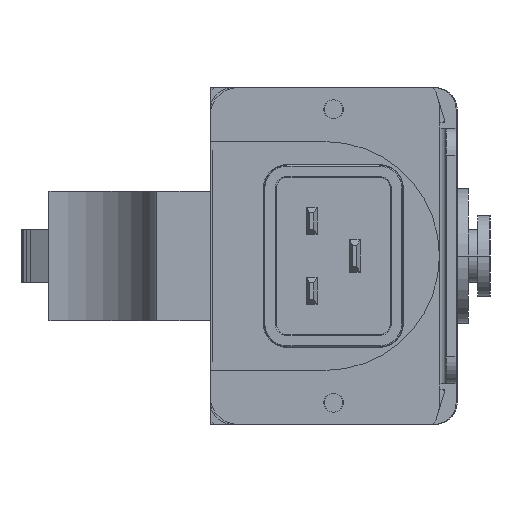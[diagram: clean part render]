
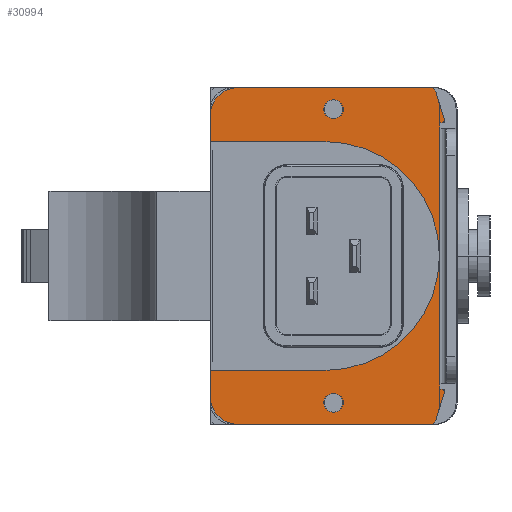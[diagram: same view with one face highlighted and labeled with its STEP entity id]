
A CAD part, left-side view. The second image highlights one B-rep face of the part: STEP entity #30994.
In plain terms, the highlighted face is planar.
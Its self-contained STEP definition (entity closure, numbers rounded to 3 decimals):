
#30155=CARTESIAN_POINT('',(4.739,1.8,-30.25));
#30156=DIRECTION('',(0.,1.,0.));
#30157=DIRECTION('',(0.,0.,-1.));
#30158=AXIS2_PLACEMENT_3D('',#30155,#30156,#30157);
#30165=DIRECTION('',(-0.294,0.,-0.956));
#30166=VECTOR('',#30165,5.656);
#30167=CARTESIAN_POINT('',(3.783,1.8,30.544));
#30168=LINE('',#30167,#30166);
#30169=DIRECTION('',(1.,0.,0.));
#30170=VECTOR('',#30169,0.594);
#30171=CARTESIAN_POINT('',(2.406,1.8,24.75));
#30172=LINE('',#30171,#30170);
#30173=DIRECTION('',(0.,0.,-1.));
#30174=VECTOR('',#30173,1.);
#30175=CARTESIAN_POINT('',(3.,1.8,24.75));
#30176=LINE('',#30175,#30174);
#30177=DIRECTION('',(0.,0.,-1.));
#30178=VECTOR('',#30177,1.);
#30179=CARTESIAN_POINT('',(3.,1.8,-23.75));
#30180=LINE('',#30179,#30178);
#30181=DIRECTION('',(-1.,0.,0.));
#30182=VECTOR('',#30181,0.594);
#30183=CARTESIAN_POINT('',(3.,1.8,-24.75));
#30184=LINE('',#30183,#30182);
#30185=DIRECTION('',(0.294,0.,-0.956));
#30186=VECTOR('',#30185,5.656);
#30187=CARTESIAN_POINT('',(2.119,1.8,-25.138));
#30188=LINE('',#30187,#30186);
#30189=DIRECTION('',(1.,0.,0.));
#30190=VECTOR('',#30189,35.861);
#30191=CARTESIAN_POINT('',(4.739,1.8,-31.25));
#30192=LINE('',#30191,#30190);
#30193=DIRECTION('',(0.,0.,1.));
#30194=VECTOR('',#30193,5.);
#30195=CARTESIAN_POINT('',(45.6,1.8,-26.25));
#30196=LINE('',#30195,#30194);
#30197=DIRECTION('',(-1.,0.,0.));
#30198=VECTOR('',#30197,21.25);
#30199=CARTESIAN_POINT('',(45.6,1.8,-21.25));
#30200=LINE('',#30199,#30198);
#30201=CARTESIAN_POINT('',(24.35,1.8,0.));
#30202=DIRECTION('',(0.,1.,0.));
#30203=DIRECTION('',(0.,0.,-1.));
#30204=AXIS2_PLACEMENT_3D('',#30201,#30202,#30203);
#30206=DIRECTION('',(-1.,0.,0.));
#30207=VECTOR('',#30206,21.25);
#30208=CARTESIAN_POINT('',(45.6,1.8,21.25));
#30209=LINE('',#30208,#30207);
#30210=DIRECTION('',(0.,0.,1.));
#30211=VECTOR('',#30210,5.);
#30212=CARTESIAN_POINT('',(45.6,1.8,21.25));
#30213=LINE('',#30212,#30211);
#30214=DIRECTION('',(-1.,0.,0.));
#30215=VECTOR('',#30214,35.861);
#30216=CARTESIAN_POINT('',(40.6,1.8,31.25));
#30217=LINE('',#30216,#30215);
#30218=CARTESIAN_POINT('',(22.8,1.8,27.25));
#30219=DIRECTION('',(0.,1.,0.));
#30220=DIRECTION('',(0.,0.,1.));
#30221=AXIS2_PLACEMENT_3D('',#30218,#30219,#30220);
#30223=CARTESIAN_POINT('',(22.8,1.8,27.25));
#30224=DIRECTION('',(0.,1.,0.));
#30225=DIRECTION('',(0.,0.,-1.));
#30226=AXIS2_PLACEMENT_3D('',#30223,#30224,#30225);
#30228=CARTESIAN_POINT('',(22.8,1.8,-27.25));
#30229=DIRECTION('',(0.,1.,0.));
#30230=DIRECTION('',(0.,0.,1.));
#30231=AXIS2_PLACEMENT_3D('',#30228,#30229,#30230);
#30233=CARTESIAN_POINT('',(22.8,1.8,-27.25));
#30234=DIRECTION('',(0.,1.,0.));
#30235=DIRECTION('',(0.,0.,-1.));
#30236=AXIS2_PLACEMENT_3D('',#30233,#30234,#30235);
#30242=CARTESIAN_POINT('',(4.739,1.8,30.25));
#30243=DIRECTION('',(0.,1.,0.));
#30244=DIRECTION('',(-0.956,0.,0.294));
#30245=AXIS2_PLACEMENT_3D('',#30242,#30243,#30244);
#30331=CARTESIAN_POINT('',(40.6,1.8,26.25));
#30332=DIRECTION('',(0.,1.,0.));
#30333=DIRECTION('',(0.,0.,1.));
#30334=AXIS2_PLACEMENT_3D('',#30331,#30332,#30333);
#30356=CARTESIAN_POINT('',(40.6,1.8,-26.25));
#30357=DIRECTION('',(0.,1.,0.));
#30358=DIRECTION('',(1.,0.,0.));
#30359=AXIS2_PLACEMENT_3D('',#30356,#30357,#30358);
#30626=DIRECTION('',(0.,0.,1.));
#30627=VECTOR('',#30626,47.5);
#30628=CARTESIAN_POINT('',(3.,1.8,-23.75));
#30629=LINE('',#30628,#30627);
#30660=CARTESIAN_POINT('',(2.406,1.8,25.05));
#30661=DIRECTION('',(0.,1.,0.));
#30662=DIRECTION('',(0.,0.,-1.));
#30663=AXIS2_PLACEMENT_3D('',#30660,#30661,#30662);
#30699=CARTESIAN_POINT('',(2.406,1.8,-25.05));
#30700=DIRECTION('',(0.,1.,0.));
#30701=DIRECTION('',(-0.956,0.,-0.294));
#30702=AXIS2_PLACEMENT_3D('',#30699,#30700,#30701);
#30720=CARTESIAN_POINT('',(45.6,1.8,-26.25));
#30722=VERTEX_POINT('',#30720);
#30724=CARTESIAN_POINT('',(40.6,1.8,-31.25));
#30725=VERTEX_POINT('',#30724);
#30729=CARTESIAN_POINT('',(45.6,1.8,26.25));
#30731=VERTEX_POINT('',#30729);
#30734=CARTESIAN_POINT('',(40.6,1.8,31.25));
#30735=VERTEX_POINT('',#30734);
#30744=CARTESIAN_POINT('',(45.6,1.8,-21.25));
#30745=VERTEX_POINT('',#30744);
#30746=CARTESIAN_POINT('',(45.6,1.8,21.25));
#30747=VERTEX_POINT('',#30746);
#30748=CARTESIAN_POINT('',(24.35,1.8,-21.25));
#30749=VERTEX_POINT('',#30748);
#30750=CARTESIAN_POINT('',(24.35,1.8,21.25));
#30751=VERTEX_POINT('',#30750);
#30768=CARTESIAN_POINT('',(3.,1.8,-23.75));
#30769=CARTESIAN_POINT('',(3.,1.8,-24.75));
#30770=VERTEX_POINT('',#30768);
#30771=VERTEX_POINT('',#30769);
#30772=CARTESIAN_POINT('',(3.,1.8,24.75));
#30773=CARTESIAN_POINT('',(3.,1.8,23.75));
#30774=VERTEX_POINT('',#30772);
#30775=VERTEX_POINT('',#30773);
#30845=CARTESIAN_POINT('',(2.406,1.8,-24.75));
#30847=VERTEX_POINT('',#30845);
#30849=CARTESIAN_POINT('',(2.119,1.8,-25.138));
#30850=VERTEX_POINT('',#30849);
#30852=CARTESIAN_POINT('',(2.119,1.8,25.138));
#30854=VERTEX_POINT('',#30852);
#30856=CARTESIAN_POINT('',(2.406,1.8,24.75));
#30857=VERTEX_POINT('',#30856);
#30858=CARTESIAN_POINT('',(3.783,1.8,30.544));
#30860=VERTEX_POINT('',#30858);
#30862=CARTESIAN_POINT('',(4.739,1.8,31.25));
#30863=VERTEX_POINT('',#30862);
#30867=CARTESIAN_POINT('',(3.783,1.8,-30.544));
#30869=VERTEX_POINT('',#30867);
#30872=CARTESIAN_POINT('',(4.739,1.8,-31.25));
#30873=VERTEX_POINT('',#30872);
#30882=CARTESIAN_POINT('',(22.8,1.8,29.));
#30883=CARTESIAN_POINT('',(22.8,1.8,25.5));
#30884=VERTEX_POINT('',#30882);
#30885=VERTEX_POINT('',#30883);
#30886=CARTESIAN_POINT('',(22.8,1.8,-25.5));
#30887=CARTESIAN_POINT('',(22.8,1.8,-29.));
#30888=VERTEX_POINT('',#30886);
#30889=VERTEX_POINT('',#30887);
#30938=CARTESIAN_POINT('',(45.6,1.8,-31.25));
#30939=DIRECTION('',(0.,1.,0.));
#30940=DIRECTION('',(-1.,0.,0.));
#30941=AXIS2_PLACEMENT_3D('',#30938,#30939,#30940);
#30942=PLANE('',#30941);
#30944=ORIENTED_EDGE('',*,*,#30943,.F.);
#30946=ORIENTED_EDGE('',*,*,#30945,.T.);
#30948=ORIENTED_EDGE('',*,*,#30947,.F.);
#30950=ORIENTED_EDGE('',*,*,#30949,.T.);
#30952=ORIENTED_EDGE('',*,*,#30951,.T.);
#30954=ORIENTED_EDGE('',*,*,#30953,.F.);
#30956=ORIENTED_EDGE('',*,*,#30955,.T.);
#30958=ORIENTED_EDGE('',*,*,#30957,.T.);
#30960=ORIENTED_EDGE('',*,*,#30959,.F.);
#30961=ORIENTED_EDGE('',*,*,#30927,.T.);
#30962=ORIENTED_EDGE('',*,*,#30916,.F.);
#30963=ORIENTED_EDGE('',*,*,#30901,.T.);
#30965=ORIENTED_EDGE('',*,*,#30964,.F.);
#30967=ORIENTED_EDGE('',*,*,#30966,.T.);
#30969=ORIENTED_EDGE('',*,*,#30968,.T.);
#30971=ORIENTED_EDGE('',*,*,#30970,.T.);
#30973=ORIENTED_EDGE('',*,*,#30972,.F.);
#30975=ORIENTED_EDGE('',*,*,#30974,.T.);
#30977=ORIENTED_EDGE('',*,*,#30976,.F.);
#30979=ORIENTED_EDGE('',*,*,#30978,.T.);
#30980=EDGE_LOOP('',(#30944,#30946,#30948,#30950,#30952,#30954,#30956,#30958,
#30960,#30961,#30962,#30963,#30965,#30967,#30969,#30971,#30973,#30975,#30977,
#30979));
#30981=FACE_OUTER_BOUND('',#30980,.F.);
#30983=ORIENTED_EDGE('',*,*,#30982,.T.);
#30985=ORIENTED_EDGE('',*,*,#30984,.T.);
#30986=EDGE_LOOP('',(#30983,#30985));
#30987=FACE_BOUND('',#30986,.F.);
#30989=ORIENTED_EDGE('',*,*,#30988,.T.);
#30991=ORIENTED_EDGE('',*,*,#30990,.T.);
#30992=EDGE_LOOP('',(#30989,#30991));
#30993=FACE_BOUND('',#30992,.F.);
#30994=ADVANCED_FACE('',(#30981,#30987,#30993),#30942,.T.);
#30159=CIRCLE('',#30158,1.);
#30205=CIRCLE('',#30204,21.25);
#30222=CIRCLE('',#30221,1.75);
#30227=CIRCLE('',#30226,1.75);
#30232=CIRCLE('',#30231,1.75);
#30237=CIRCLE('',#30236,1.75);
#30246=CIRCLE('',#30245,1.);
#30335=CIRCLE('',#30334,5.);
#30360=CIRCLE('',#30359,5.);
#30664=CIRCLE('',#30663,0.3);
#30703=CIRCLE('',#30702,0.3);
#30901=EDGE_CURVE('',#30873,#30725,#30192,.T.);
#30916=EDGE_CURVE('',#30873,#30869,#30159,.T.);
#30927=EDGE_CURVE('',#30850,#30869,#30188,.T.);
#30943=EDGE_CURVE('',#30860,#30863,#30246,.T.);
#30945=EDGE_CURVE('',#30860,#30854,#30168,.T.);
#30947=EDGE_CURVE('',#30857,#30854,#30664,.T.);
#30949=EDGE_CURVE('',#30857,#30774,#30172,.T.);
#30951=EDGE_CURVE('',#30774,#30775,#30176,.T.);
#30953=EDGE_CURVE('',#30770,#30775,#30629,.T.);
#30955=EDGE_CURVE('',#30770,#30771,#30180,.T.);
#30957=EDGE_CURVE('',#30771,#30847,#30184,.T.);
#30959=EDGE_CURVE('',#30850,#30847,#30703,.T.);
#30964=EDGE_CURVE('',#30722,#30725,#30360,.T.);
#30966=EDGE_CURVE('',#30722,#30745,#30196,.T.);
#30968=EDGE_CURVE('',#30745,#30749,#30200,.T.);
#30970=EDGE_CURVE('',#30749,#30751,#30205,.T.);
#30972=EDGE_CURVE('',#30747,#30751,#30209,.T.);
#30974=EDGE_CURVE('',#30747,#30731,#30213,.T.);
#30976=EDGE_CURVE('',#30735,#30731,#30335,.T.);
#30978=EDGE_CURVE('',#30735,#30863,#30217,.T.);
#30982=EDGE_CURVE('',#30884,#30885,#30222,.T.);
#30984=EDGE_CURVE('',#30885,#30884,#30227,.T.);
#30988=EDGE_CURVE('',#30888,#30889,#30232,.T.);
#30990=EDGE_CURVE('',#30889,#30888,#30237,.T.);
